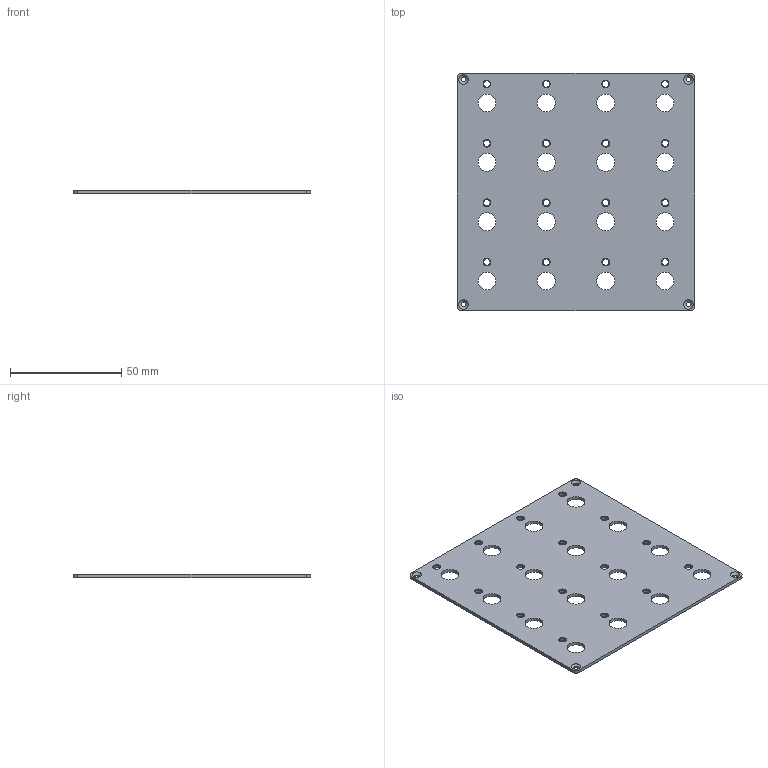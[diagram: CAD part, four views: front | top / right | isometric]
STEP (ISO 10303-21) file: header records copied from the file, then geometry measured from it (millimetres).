
FILE_DESCRIPTION(('FreeCAD Model'),'2;1');
FILE_NAME('Open CASCADE Shape Model','2021-09-28T14:27:04',('Author'),( ''),'Open CASCADE STEP processor 7.4','FreeCAD','Unknown');
FILE_SCHEMA(('AUTOMOTIVE_DESIGN { 1 0 10303 214 1 1 1 1 }'));
Length unit declared in the file: millimetre
Products named in the file (1): EN16
Bounding box: 106.6 x 106.6 x 1.5 mm (x, y, z)
Volume: 15362.7 mm3; surface area: 22880.6 mm2
Topology: 1 solids, 1 shells, 102 faces, 236 edges, 156 vertices
Faces by surface type: cylinder 64, plane 34, cone 4
Full cylindrical faces by diameter (mm): 2.2 x4, 2.9 x16, 3.45 x16, 8 x16
Entity records: 6350 total; most frequent: CARTESIAN_POINT 1279, DIRECTION 994, ORIENTED_EDGE 472, PCURVE 472, DEFINITIONAL_REPRESENTATION 472, LINE 448, VECTOR 448, EDGE_CURVE 236
